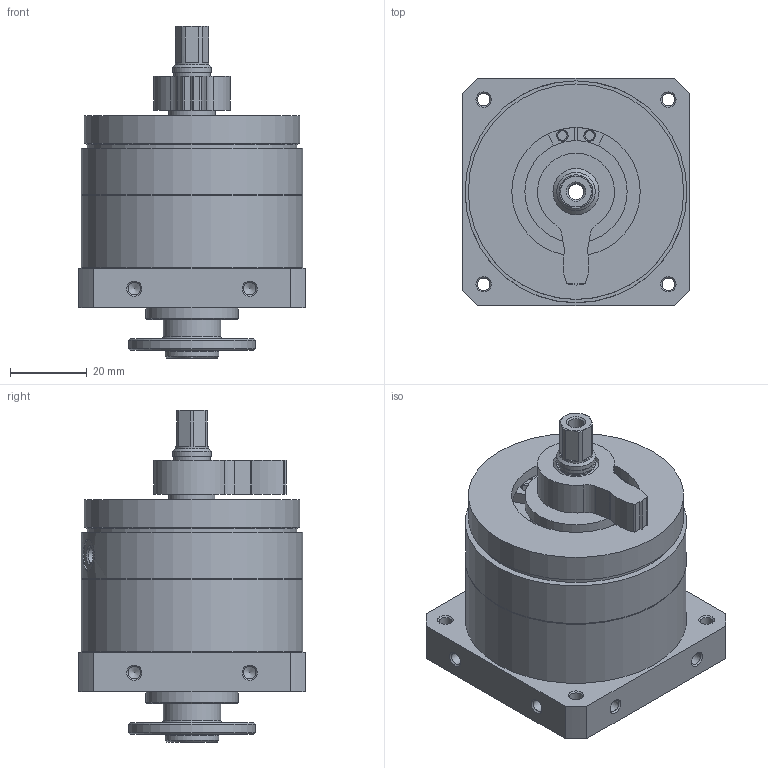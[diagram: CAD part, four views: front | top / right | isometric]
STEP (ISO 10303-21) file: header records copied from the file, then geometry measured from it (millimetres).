
FILE_DESCRIPTION(/* description */ ('STEP AP214'),/* implementation_level */ '2;1');
FILE_NAME(/* name */ '1145128_DSM-T-12-270-FW-A-B',/* time_stamp */ '2024-08-21T19:21:02+02:00',/* author */ ('License CC BY-ND 4.0'),/* organization */ ('CADENAS'),/* preprocessor_version */ 'ST-DEVELOPER v19.3',/* originating_system */ 'PARTsolutions',/* authorisation */ ' ');
FILE_SCHEMA (('AUTOMOTIVE_DESIGN {1 0 10303 214 3 1 1}'));
Length unit declared in the file: millimetre
Products named in the file (4): 1145128 DSM-T-12-270-FW-A-B--(0); 547596 DSM-12-270-FW-A-B_G---(T); 342620 DSM-12_NS; 547596 DSM-12-270-FW-A-B_K---(T)
Assembly tree (4 placements, depth 2):
  1145128 DSM-T-12-270-FW-A-B--(0)
    547596 DSM-12-270-FW-A-B_G---(T)
    342620 DSM-12_NS  x2
    547596 DSM-12-270-FW-A-B_K---(T)
Bounding box: 59 x 59 x 86.3 mm (x, y, z)
Volume: 138823.3 mm3; surface area: 35662.5 mm2
Topology: 4 solids, 4 shells, 213 faces, 489 edges, 307 vertices
Faces by surface type: cylinder 77, plane 74, cone 59, torus 3
Full cylindrical faces by diameter (mm): 2.459 x6, 3.242 x10, 3.4 x4, 4.134 x4, 4.2 x1, 8.3 x2, 8.7 x1, 9.6 x1, 10 x2, 12 x3, 14 x1, 15 x1, 23 x1, 24 x1, 26.6 x1, 33 x1, 33.4 x1, 37 x1, 43 x2, 54.4 x1, 56 x1, 57.65 x2
Entity records: 5183 total; most frequent: DIRECTION 937, CARTESIAN_POINT 876, ORIENTED_EDGE 670, AXIS2_PLACEMENT_3D 413, FACE_BOUND 363, EDGE_LOOP 355, EDGE_CURVE 335, VERTEX_POINT 274
